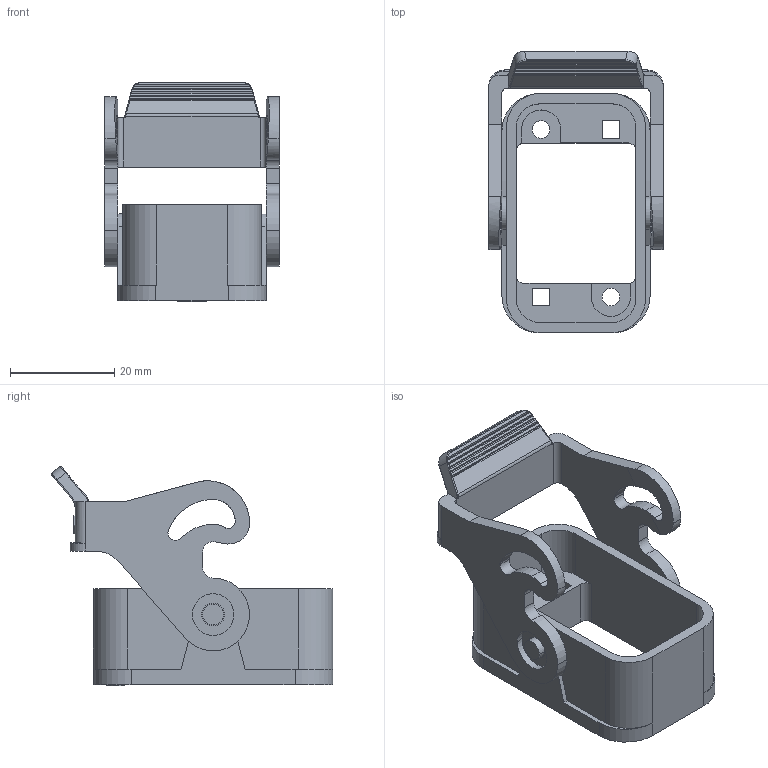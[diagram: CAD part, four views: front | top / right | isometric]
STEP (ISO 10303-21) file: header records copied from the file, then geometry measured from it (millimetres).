
FILE_DESCRIPTION(('CoCreate Modeling STEP Export'),'2;1');
FILE_NAME('CQ 08 I.stp','2009-12-01T12:04:31',(''),(''),'CoCreate Modeling STEP processor for AP214 (Solid Model)','CoCreate Modeling 16.00A 16-Aug-2008 (C) Parametric Technology GmbH','');
FILE_SCHEMA(('AUTOMOTIVE_DESIGN { 1 0 10303 214 1 1 1 1 }'));
Length unit declared in the file: millimetre
Products named in the file (4): CUST_CQ_08_I; CUSTODIA; LEVA; CQ_08_I
Assembly tree (3 placements, depth 3):
  CQ_08_I
    LEVA
    CUSTODIA
      CUST_CQ_08_I
Bounding box: 33.5 x 54.12 x 42.21 mm (x, y, z)
Volume: 11031 mm3; surface area: 10519 mm2
Topology: 2 solids, 2 shells, 317 faces, 879 edges, 580 vertices
Faces by surface type: plane 157, cylinder 148, bspline 10, torus 2
Entity records: 14228 total; most frequent: CARTESIAN_POINT 3765, ORIENTED_EDGE 1758, DIRECTION 1512, EDGE_CURVE 879, VERTEX_POINT 580, VECTOR 540, LINE 540, AXIS2_PLACEMENT_3D 486
